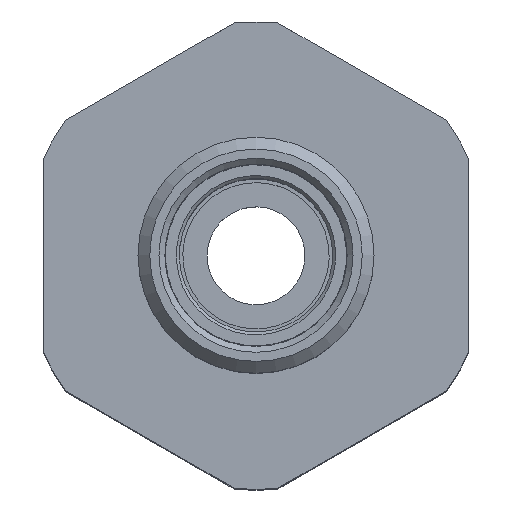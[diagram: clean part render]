
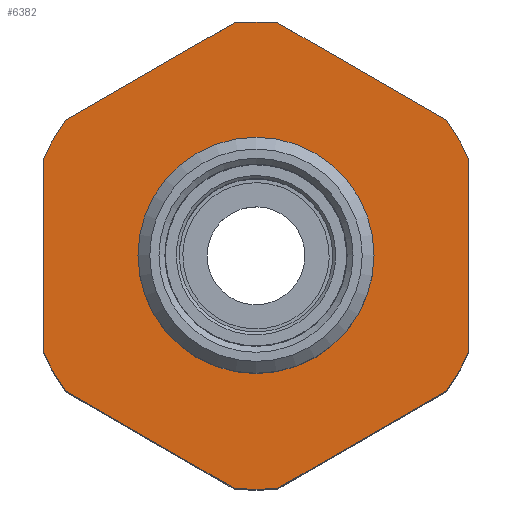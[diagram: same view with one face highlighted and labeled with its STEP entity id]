
A CAD part, top view. The second image highlights one B-rep face of the part: STEP entity #6382.
In plain terms, the highlighted planar face has unit normal (0, 0, 1).
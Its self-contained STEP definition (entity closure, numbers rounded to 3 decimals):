
#12 = ORIENTED_EDGE ( 'NONE', *, *, #4746, .T. ) ;
#28 = VERTEX_POINT ( 'NONE', #4761 ) ;
#68 = EDGE_CURVE ( 'NONE', #11698, #11698, #7575, .T. ) ;
#177 = LINE ( 'NONE', #14345, #15069 ) ;
#199 = CARTESIAN_POINT ( 'NONE',  ( 0., 19.8, 20. ) ) ;
#344 = DIRECTION ( 'NONE',  ( 0., 0., -1. ) ) ;
#424 = LINE ( 'NONE', #5841, #9012 ) ;
#542 = CIRCLE ( 'NONE', #3378, 19.8 ) ;
#632 = PLANE ( 'NONE',  #6525 ) ;
#728 = ORIENTED_EDGE ( 'NONE', *, *, #68, .T. ) ;
#735 = EDGE_CURVE ( 'NONE', #6277, #28, #424, .T. ) ;
#1117 = CARTESIAN_POINT ( 'NONE',  ( 18., -8.249, 20. ) ) ;
#1254 = DIRECTION ( 'NONE',  ( 1., 0., 0. ) ) ;
#1518 = ORIENTED_EDGE ( 'NONE', *, *, #14290, .T. ) ;
#1558 = DIRECTION ( 'NONE',  ( 0., 0., 1. ) ) ;
#1647 = DIRECTION ( 'NONE',  ( 0., 0., 1. ) ) ;
#1757 = VERTEX_POINT ( 'NONE', #14969 ) ;
#1905 = VECTOR ( 'NONE', #5254, 1000. ) ;
#1953 = VERTEX_POINT ( 'NONE', #10299 ) ;
#2280 = LINE ( 'NONE', #6298, #1905 ) ;
#2454 = CARTESIAN_POINT ( 'NONE',  ( 0., 0., 20. ) ) ;
#2474 = DIRECTION ( 'NONE',  ( 0., 0., 1. ) ) ;
#2587 = DIRECTION ( 'NONE',  ( 0., 0., 1. ) ) ;
#2850 = ORIENTED_EDGE ( 'NONE', *, *, #4134, .T. ) ;
#2921 = ORIENTED_EDGE ( 'NONE', *, *, #10381, .T. ) ;
#3037 = CARTESIAN_POINT ( 'NONE',  ( -18., -8.249, 20. ) ) ;
#3378 = AXIS2_PLACEMENT_3D ( 'NONE', #4396, #12872, #4544 ) ;
#3681 = AXIS2_PLACEMENT_3D ( 'NONE', #13103, #6067, #14280 ) ;
#3734 = AXIS2_PLACEMENT_3D ( 'NONE', #8560, #1558, #9731 ) ;
#4134 = EDGE_CURVE ( 'NONE', #11087, #10037, #177, .T. ) ;
#4305 = CARTESIAN_POINT ( 'NONE',  ( 16.144, -11.464, 20. ) ) ;
#4396 = CARTESIAN_POINT ( 'NONE',  ( 0., 0., 20. ) ) ;
#4544 = DIRECTION ( 'NONE',  ( 1., 0., 0. ) ) ;
#4746 = EDGE_CURVE ( 'NONE', #9186, #12240, #5334, .T. ) ;
#4761 = CARTESIAN_POINT ( 'NONE',  ( -16.144, 11.464, 20. ) ) ;
#5163 = VERTEX_POINT ( 'NONE', #13444 ) ;
#5239 = AXIS2_PLACEMENT_3D ( 'NONE', #2454, #9431, #1254 ) ;
#5254 = DIRECTION ( 'NONE',  ( -0.866, 0.5, 0. ) ) ;
#5299 = LINE ( 'NONE', #11022, #8012 ) ;
#5331 = VERTEX_POINT ( 'NONE', #1117 ) ;
#5334 = CIRCLE ( 'NONE', #11607, 19.8 ) ;
#5378 = EDGE_LOOP ( 'NONE', ( #728 ) ) ;
#5481 = CIRCLE ( 'NONE', #3681, 19.8 ) ;
#5542 = CARTESIAN_POINT ( 'NONE',  ( -16.144, -11.464, 20. ) ) ;
#5579 = EDGE_CURVE ( 'NONE', #1757, #6277, #15071, .T. ) ;
#5584 = CARTESIAN_POINT ( 'NONE',  ( 0., 0., 20. ) ) ;
#5670 = FACE_BOUND ( 'NONE', #5378, .T. ) ;
#5787 = DIRECTION ( 'NONE',  ( -0.866, -0.5, 0. ) ) ;
#5841 = CARTESIAN_POINT ( 'NONE',  ( -1.856, 19.713, 20. ) ) ;
#5945 = ORIENTED_EDGE ( 'NONE', *, *, #11440, .T. ) ;
#5963 = LINE ( 'NONE', #5542, #12198 ) ;
#5977 = EDGE_CURVE ( 'NONE', #13336, #7842, #12117, .T. ) ;
#6052 = CARTESIAN_POINT ( 'NONE',  ( 16.144, 11.464, 20. ) ) ;
#6067 = DIRECTION ( 'NONE',  ( 0., 0., 1. ) ) ;
#6277 = VERTEX_POINT ( 'NONE', #14045 ) ;
#6298 = CARTESIAN_POINT ( 'NONE',  ( 16.144, 11.464, 20. ) ) ;
#6315 = ORIENTED_EDGE ( 'NONE', *, *, #10065, .T. ) ;
#6342 = EDGE_CURVE ( 'NONE', #10037, #5331, #542, .T. ) ;
#6382 = ADVANCED_FACE ( 'NONE', ( #5670, #15057 ), #632, .T. ) ;
#6525 = AXIS2_PLACEMENT_3D ( 'NONE', #199, #2587, #9566 ) ;
#6572 = LINE ( 'NONE', #14778, #12454 ) ;
#7105 = ORIENTED_EDGE ( 'NONE', *, *, #5977, .T. ) ;
#7547 = ORIENTED_EDGE ( 'NONE', *, *, #13576, .T. ) ;
#7575 = CIRCLE ( 'NONE', #11451, 10. ) ;
#7691 = DIRECTION ( 'NONE',  ( 0., 1., 0. ) ) ;
#7790 = CARTESIAN_POINT ( 'NONE',  ( 1.856, -19.713, 20. ) ) ;
#7842 = VERTEX_POINT ( 'NONE', #6052 ) ;
#8012 = VECTOR ( 'NONE', #12207, 1000. ) ;
#8400 = DIRECTION ( 'NONE',  ( 0.866, 0.5, 0. ) ) ;
#8560 = CARTESIAN_POINT ( 'NONE',  ( 0., 0., 20. ) ) ;
#8614 = ORIENTED_EDGE ( 'NONE', *, *, #735, .T. ) ;
#8640 = DIRECTION ( 'NONE',  ( 1., 0., 0. ) ) ;
#9012 = VECTOR ( 'NONE', #5787, 1000. ) ;
#9029 = ORIENTED_EDGE ( 'NONE', *, *, #5579, .T. ) ;
#9186 = VERTEX_POINT ( 'NONE', #3037 ) ;
#9431 = DIRECTION ( 'NONE',  ( 0., 0., 1. ) ) ;
#9454 = CARTESIAN_POINT ( 'NONE',  ( 0., 0., 20. ) ) ;
#9566 = DIRECTION ( 'NONE',  ( 1., 0., 0. ) ) ;
#9731 = DIRECTION ( 'NONE',  ( 1., 0., 0. ) ) ;
#9738 = ORIENTED_EDGE ( 'NONE', *, *, #6342, .T. ) ;
#9803 = CARTESIAN_POINT ( 'NONE',  ( 0., 0., 20. ) ) ;
#9948 = CARTESIAN_POINT ( 'NONE',  ( -16.144, -11.464, 20. ) ) ;
#10037 = VERTEX_POINT ( 'NONE', #4305 ) ;
#10065 = EDGE_CURVE ( 'NONE', #12240, #5163, #5963, .T. ) ;
#10299 = CARTESIAN_POINT ( 'NONE',  ( -18., 8.249, 20. ) ) ;
#10357 = EDGE_LOOP ( 'NONE', ( #5945, #9029, #8614, #1518, #14798, #12, #6315, #2921, #2850, #9738, #7547, #7105 ) ) ;
#10381 = EDGE_CURVE ( 'NONE', #5163, #11087, #12377, .T. ) ;
#10629 = DIRECTION ( 'NONE',  ( 1., 0., 0. ) ) ;
#11022 = CARTESIAN_POINT ( 'NONE',  ( -18., 8.249, 20. ) ) ;
#11087 = VERTEX_POINT ( 'NONE', #7790 ) ;
#11353 = CARTESIAN_POINT ( 'NONE',  ( 18., 8.249, 20. ) ) ;
#11440 = EDGE_CURVE ( 'NONE', #7842, #1757, #2280, .T. ) ;
#11451 = AXIS2_PLACEMENT_3D ( 'NONE', #5584, #344, #11712 ) ;
#11607 = AXIS2_PLACEMENT_3D ( 'NONE', #9454, #2474, #10629 ) ;
#11698 = VERTEX_POINT ( 'NONE', #13920 ) ;
#11712 = DIRECTION ( 'NONE',  ( -1., 0., 0. ) ) ;
#12117 = CIRCLE ( 'NONE', #5239, 19.8 ) ;
#12198 = VECTOR ( 'NONE', #14905, 1000. ) ;
#12207 = DIRECTION ( 'NONE',  ( 0., -1., 0. ) ) ;
#12240 = VERTEX_POINT ( 'NONE', #9948 ) ;
#12377 = CIRCLE ( 'NONE', #3734, 19.8 ) ;
#12454 = VECTOR ( 'NONE', #7691, 1000. ) ;
#12614 = AXIS2_PLACEMENT_3D ( 'NONE', #9803, #1647, #8640 ) ;
#12872 = DIRECTION ( 'NONE',  ( 0., 0., 1. ) ) ;
#13103 = CARTESIAN_POINT ( 'NONE',  ( 0., 0., 20. ) ) ;
#13336 = VERTEX_POINT ( 'NONE', #11353 ) ;
#13444 = CARTESIAN_POINT ( 'NONE',  ( -1.856, -19.713, 20. ) ) ;
#13576 = EDGE_CURVE ( 'NONE', #5331, #13336, #6572, .T. ) ;
#13920 = CARTESIAN_POINT ( 'NONE',  ( -10., 0., 20. ) ) ;
#14045 = CARTESIAN_POINT ( 'NONE',  ( -1.856, 19.713, 20. ) ) ;
#14280 = DIRECTION ( 'NONE',  ( 1., 0., 0. ) ) ;
#14290 = EDGE_CURVE ( 'NONE', #28, #1953, #5481, .T. ) ;
#14345 = CARTESIAN_POINT ( 'NONE',  ( 1.856, -19.713, 20. ) ) ;
#14673 = EDGE_CURVE ( 'NONE', #1953, #9186, #5299, .T. ) ;
#14778 = CARTESIAN_POINT ( 'NONE',  ( 18., -8.249, 20. ) ) ;
#14798 = ORIENTED_EDGE ( 'NONE', *, *, #14673, .T. ) ;
#14905 = DIRECTION ( 'NONE',  ( 0.866, -0.5, 0. ) ) ;
#14969 = CARTESIAN_POINT ( 'NONE',  ( 1.856, 19.713, 20. ) ) ;
#15057 = FACE_OUTER_BOUND ( 'NONE', #10357, .T. ) ;
#15069 = VECTOR ( 'NONE', #8400, 1000. ) ;
#15071 = CIRCLE ( 'NONE', #12614, 19.8 ) ;
